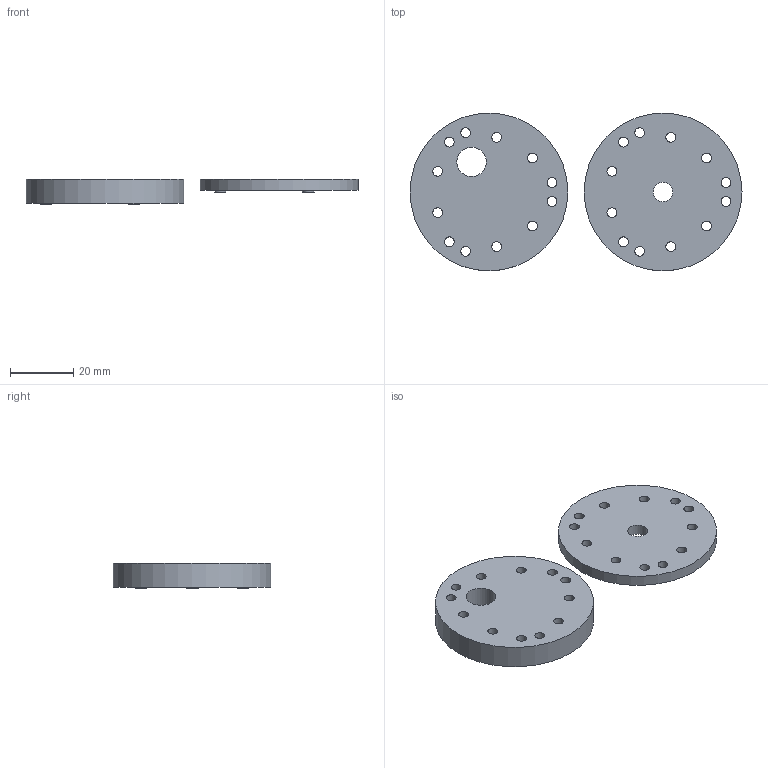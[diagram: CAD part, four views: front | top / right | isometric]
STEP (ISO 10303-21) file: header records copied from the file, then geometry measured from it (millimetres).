
FILE_DESCRIPTION(/* description */ ('Unknown'),/* implementation_level */ '2;1');
FILE_NAME(/* name */ 'bouncy_base_02',/* time_stamp */ '2023-07-19T15:54:15+01:00',/* author */ ('Unknown'),/* organization */ ('Unknown'),/* preprocessor_version */ 'ST-DEVELOPER v18.102',/* originating_system */ 'Solid Edge',/* authorisation */ 'Unknown');
FILE_SCHEMA (('AUTOMOTIVE_DESIGN {1 0 10303 214 3 1 1}'));
Length unit declared in the file: millimetre
Products named in the file (1): bouncy_base_02
Bounding box: 105.16 x 50 x 8 mm (x, y, z)
Volume: 19891.7 mm3; surface area: 10885.2 mm2
Topology: 2 solids, 2 shells, 56 faces, 148 edges, 108 vertices
Faces by surface type: cylinder 34, plane 16, cone 6
Full cylindrical faces by diameter (mm): 3.1 x24, 5.8 x6, 6.2 x1, 9.3 x1, 50 x2
Entity records: 1503 total; most frequent: DIRECTION 274, CARTESIAN_POINT 217, ORIENTED_EDGE 160, EDGE_LOOP 160, FACE_BOUND 160, AXIS2_PLACEMENT_3D 137, EDGE_CURVE 80, VERTEX_POINT 80
